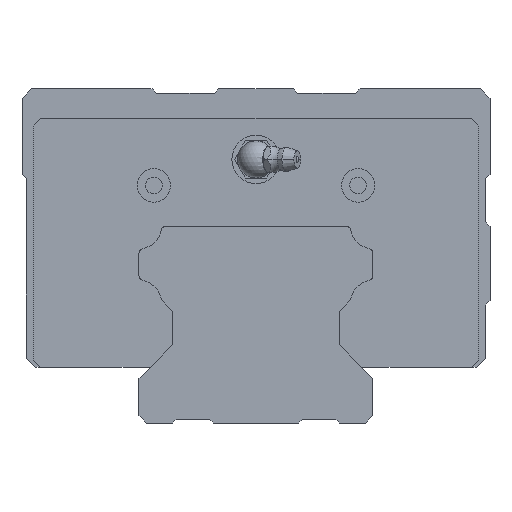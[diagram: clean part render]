
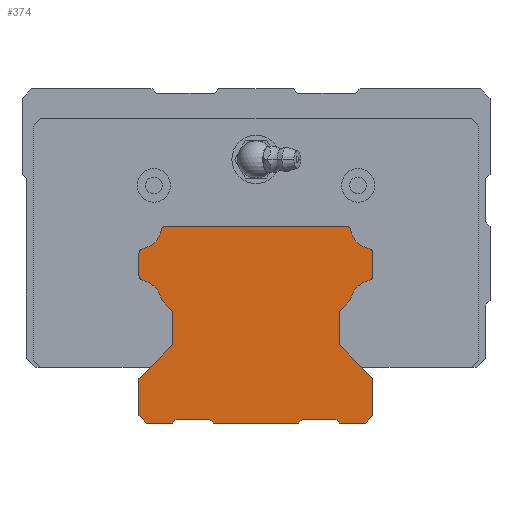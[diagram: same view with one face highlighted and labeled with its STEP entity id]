
A CAD part, front view. The second image highlights one B-rep face of the part: STEP entity #374.
In plain terms, the highlighted planar face has unit normal (0, -1, 0).
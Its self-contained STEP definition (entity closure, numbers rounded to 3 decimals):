
#374=ADVANCED_FACE('',(#821),#822,.F.);
#821=FACE_OUTER_BOUND('',#1346,.T.);
#822=PLANE('',#1347);
#1346=EDGE_LOOP('',(#3048,#3049,#3050,#3051,#3052,#3053,#3054,#3055,#3056,#3057,#3058,#3059,#3060,#3061,#3062,#3063,#3064,#3065,#3066,#3067,#3068,#3069,#3070,#3071,#3072,#3073,#3074,#3075,#3076,#3077,#3078,#3079));
#1347=AXIS2_PLACEMENT_3D('',#3080,#3081,#3082);
#3048=ORIENTED_EDGE('',*,*,#3627,.T.);
#3049=ORIENTED_EDGE('',*,*,#3672,.F.);
#3050=ORIENTED_EDGE('',*,*,#3633,.T.);
#3051=ORIENTED_EDGE('',*,*,#3712,.F.);
#3052=ORIENTED_EDGE('',*,*,#3668,.T.);
#3053=ORIENTED_EDGE('',*,*,#3709,.T.);
#3054=ORIENTED_EDGE('',*,*,#3713,.T.);
#3055=ORIENTED_EDGE('',*,*,#3706,.T.);
#3056=ORIENTED_EDGE('',*,*,#3714,.T.);
#3057=ORIENTED_EDGE('',*,*,#3693,.T.);
#3058=ORIENTED_EDGE('',*,*,#3715,.T.);
#3059=ORIENTED_EDGE('',*,*,#3660,.F.);
#3060=ORIENTED_EDGE('',*,*,#3637,.T.);
#3061=ORIENTED_EDGE('',*,*,#3663,.T.);
#3062=ORIENTED_EDGE('',*,*,#3647,.F.);
#3063=ORIENTED_EDGE('',*,*,#3654,.F.);
#3064=ORIENTED_EDGE('',*,*,#3695,.F.);
#3065=ORIENTED_EDGE('',*,*,#3675,.T.);
#3066=ORIENTED_EDGE('',*,*,#3697,.F.);
#3067=ORIENTED_EDGE('',*,*,#3704,.F.);
#3068=ORIENTED_EDGE('',*,*,#3716,.F.);
#3069=ORIENTED_EDGE('',*,*,#3710,.F.);
#3070=ORIENTED_EDGE('',*,*,#3699,.F.);
#3071=ORIENTED_EDGE('',*,*,#3702,.F.);
#3072=ORIENTED_EDGE('',*,*,#3615,.T.);
#3073=ORIENTED_EDGE('',*,*,#3609,.F.);
#3074=ORIENTED_EDGE('',*,*,#3613,.F.);
#3075=ORIENTED_EDGE('',*,*,#3717,.F.);
#3076=ORIENTED_EDGE('',*,*,#3641,.T.);
#3077=ORIENTED_EDGE('',*,*,#3658,.F.);
#3078=ORIENTED_EDGE('',*,*,#3619,.T.);
#3079=ORIENTED_EDGE('',*,*,#3656,.F.);
#3080=CARTESIAN_POINT('',(-31.668,-520.0,53.168));
#3081=DIRECTION('',(0.0,1.0,0.0));
#3082=DIRECTION('',(1.0,0.0,0.0));
#3609=EDGE_CURVE('',#4508,#4510,#4511,.T.);
#3613=EDGE_CURVE('',#4515,#4508,#4517,.T.);
#3615=EDGE_CURVE('',#4520,#4510,#4521,.T.);
#3619=EDGE_CURVE('',#4528,#4526,#4529,.T.);
#3627=EDGE_CURVE('',#4540,#4538,#4541,.T.);
#3633=EDGE_CURVE('',#4550,#4548,#4551,.T.);
#3637=EDGE_CURVE('',#4558,#4556,#4559,.T.);
#3641=EDGE_CURVE('',#4566,#4564,#4567,.T.);
#3647=EDGE_CURVE('',#4574,#4576,#4577,.T.);
#3654=EDGE_CURVE('',#4584,#4574,#4586,.T.);
#3656=EDGE_CURVE('',#4540,#4526,#4588,.T.);
#3658=EDGE_CURVE('',#4528,#4564,#4590,.T.);
#3660=EDGE_CURVE('',#4558,#4593,#4594,.T.);
#3663=EDGE_CURVE('',#4556,#4576,#4597,.T.);
#3668=EDGE_CURVE('',#4605,#4603,#4606,.T.);
#3672=EDGE_CURVE('',#4550,#4538,#4610,.T.);
#3675=EDGE_CURVE('',#4616,#4614,#4617,.T.);
#3693=EDGE_CURVE('',#4646,#4644,#4647,.T.);
#3695=EDGE_CURVE('',#4616,#4584,#4649,.T.);
#3697=EDGE_CURVE('',#4650,#4614,#4652,.T.);
#3699=EDGE_CURVE('',#4653,#4655,#4656,.T.);
#3702=EDGE_CURVE('',#4520,#4653,#4659,.T.);
#3704=EDGE_CURVE('',#4660,#4650,#4662,.T.);
#3706=EDGE_CURVE('',#4665,#4663,#4666,.T.);
#3709=EDGE_CURVE('',#4603,#4668,#4670,.T.);
#3710=EDGE_CURVE('',#4655,#4671,#4672,.T.);
#3712=EDGE_CURVE('',#4605,#4548,#4674,.T.);
#3713=EDGE_CURVE('',#4668,#4665,#4675,.T.);
#3714=EDGE_CURVE('',#4663,#4646,#4676,.T.);
#3715=EDGE_CURVE('',#4644,#4593,#4677,.T.);
#3716=EDGE_CURVE('',#4671,#4660,#4678,.T.);
#3717=EDGE_CURVE('',#4566,#4515,#4679,.T.);
#4508=VERTEX_POINT('',#5907);
#4510=VERTEX_POINT('',#5910);
#4511=CIRCLE('',#5911,1.3);
#4515=VERTEX_POINT('',#5917);
#4517=LINE('',#5920,#5921);
#4520=VERTEX_POINT('',#5924);
#4521=CIRCLE('',#5925,6.3);
#4526=VERTEX_POINT('',#5932);
#4528=VERTEX_POINT('',#5935);
#4529=LINE('',#5936,#5937);
#4538=VERTEX_POINT('',#5947);
#4540=VERTEX_POINT('',#5950);
#4541=CIRCLE('',#5951,6.3);
#4548=VERTEX_POINT('',#5960);
#4550=VERTEX_POINT('',#5963);
#4551=LINE('',#5964,#5965);
#4556=VERTEX_POINT('',#5972);
#4558=VERTEX_POINT('',#5975);
#4559=LINE('',#5976,#5977);
#4564=VERTEX_POINT('',#5983);
#4566=VERTEX_POINT('',#5986);
#4567=CIRCLE('',#5987,6.3);
#4574=VERTEX_POINT('',#5996);
#4576=VERTEX_POINT('',#5999);
#4577=LINE('',#6000,#6001);
#4584=VERTEX_POINT('',#6010);
#4586=LINE('',#6013,#6014);
#4588=CIRCLE('',#6016,1.3);
#4590=CIRCLE('',#6018,1.3);
#4593=VERTEX_POINT('',#6022);
#4594=LINE('',#6023,#6024);
#4597=LINE('',#6029,#6030);
#4603=VERTEX_POINT('',#6036);
#4605=VERTEX_POINT('',#6039);
#4606=CIRCLE('',#6040,6.3);
#4610=CIRCLE('',#6045,1.3);
#4614=VERTEX_POINT('',#6050);
#4616=VERTEX_POINT('',#6053);
#4617=LINE('',#6054,#6055);
#4644=VERTEX_POINT('',#6096);
#4646=VERTEX_POINT('',#6099);
#4647=LINE('',#6100,#6101);
#4649=LINE('',#6104,#6105);
#4650=VERTEX_POINT('',#6106);
#4652=LINE('',#6109,#6110);
#4653=VERTEX_POINT('',#6111);
#4655=VERTEX_POINT('',#6114);
#4656=LINE('',#6115,#6116);
#4659=LINE('',#6120,#6121);
#4660=VERTEX_POINT('',#6122);
#4662=LINE('',#6125,#6126);
#4663=VERTEX_POINT('',#6127);
#4665=VERTEX_POINT('',#6130);
#4666=LINE('',#6131,#6132);
#4668=VERTEX_POINT('',#6135);
#4670=LINE('',#6138,#6139);
#4671=VERTEX_POINT('',#6140);
#4672=LINE('',#6141,#6142);
#4674=CIRCLE('',#6145,1.3);
#4675=LINE('',#6146,#6147);
#4676=LINE('',#6148,#6149);
#4677=LINE('',#6150,#6151);
#4678=LINE('',#6152,#6153);
#4679=CIRCLE('',#6154,1.3);
#5907=CARTESIAN_POINT('',(31.5,-520.0,39.688));
#5910=CARTESIAN_POINT('',(30.451,-520.0,38.413));
#5911=AXIS2_PLACEMENT_3D('',#6951,#6952,#6953);
#5917=CARTESIAN_POINT('',(31.5,-520.0,45.712));
#5920=CARTESIAN_POINT('',(31.5,-520.0,53.168));
#5921=VECTOR('',#6957,1000.0);
#5924=CARTESIAN_POINT('',(25.44,-520.0,33.182));
#5925=AXIS2_PLACEMENT_3D('',#6961,#6962,#6963);
#5932=CARTESIAN_POINT('',(-24.212,-520.0,53.0));
#5935=CARTESIAN_POINT('',(24.212,-520.0,53.0));
#5936=CARTESIAN_POINT('',(-31.668,-520.0,53.0));
#5937=VECTOR('',#6967,1000.0);
#5947=CARTESIAN_POINT('',(-30.451,-520.0,46.987));
#5950=CARTESIAN_POINT('',(-25.487,-520.0,51.951));
#5951=AXIS2_PLACEMENT_3D('',#6985,#6986,#6987);
#5960=CARTESIAN_POINT('',(-31.5,-520.0,39.688));
#5963=CARTESIAN_POINT('',(-31.5,-520.0,45.712));
#5964=CARTESIAN_POINT('',(-31.5,-520.0,53.168));
#5965=VECTOR('',#6997,1000.0);
#5972=CARTESIAN_POINT('',(-12.5,-520.0,1.0));
#5975=CARTESIAN_POINT('',(-21.5,-520.0,1.0));
#5976=CARTESIAN_POINT('',(-21.5,-520.0,1.0));
#5977=VECTOR('',#7001,1000.0);
#5983=CARTESIAN_POINT('',(25.487,-520.0,51.951));
#5986=CARTESIAN_POINT('',(30.451,-520.0,46.987));
#5987=AXIS2_PLACEMENT_3D('',#7007,#7008,#7009);
#5996=CARTESIAN_POINT('',(11.5,-520.0,0.0));
#5999=CARTESIAN_POINT('',(-11.5,-520.0,0.));
#6000=CARTESIAN_POINT('',(11.5,-520.0,0.0));
#6001=VECTOR('',#7019,1000.0);
#6010=CARTESIAN_POINT('',(12.5,-520.0,1.0));
#6013=CARTESIAN_POINT('',(12.5,-520.0,1.0));
#6014=VECTOR('',#7032,1000.0);
#6016=AXIS2_PLACEMENT_3D('',#7036,#7037,#7038);
#6018=AXIS2_PLACEMENT_3D('',#7042,#7043,#7044);
#6022=CARTESIAN_POINT('',(-22.5,-520.0,0.0));
#6023=CARTESIAN_POINT('',(-21.5,-520.0,1.0));
#6024=VECTOR('',#7046,1000.0);
#6029=CARTESIAN_POINT('',(-12.5,-520.0,1.0));
#6030=VECTOR('',#7049,1000.0);
#6036=CARTESIAN_POINT('',(-25.44,-520.0,33.182));
#6039=CARTESIAN_POINT('',(-30.451,-520.0,38.413));
#6040=AXIS2_PLACEMENT_3D('',#7060,#7061,#7062);
#6045=AXIS2_PLACEMENT_3D('',#7070,#7071,#7072);
#6050=CARTESIAN_POINT('',(22.5,-520.0,0.0));
#6053=CARTESIAN_POINT('',(21.5,-520.0,1.0));
#6054=CARTESIAN_POINT('',(21.5,-520.0,1.0));
#6055=VECTOR('',#7075,1000.0);
#6096=CARTESIAN_POINT('',(-29.5,-520.0,0.));
#6099=CARTESIAN_POINT('',(-31.5,-520.0,2.0));
#6100=CARTESIAN_POINT('',(-31.5,-520.0,2.0));
#6101=VECTOR('',#7097,1000.0);
#6104=CARTESIAN_POINT('',(21.5,-520.0,1.0));
#6105=VECTOR('',#7099,1000.0);
#6106=CARTESIAN_POINT('',(29.5,-520.0,0.0));
#6109=CARTESIAN_POINT('',(29.5,-520.0,0.0));
#6110=VECTOR('',#7101,1000.0);
#6111=CARTESIAN_POINT('',(22.4,-520.0,30.141));
#6114=CARTESIAN_POINT('',(22.4,-520.0,21.1));
#6115=CARTESIAN_POINT('',(22.4,-520.0,30.141));
#6116=VECTOR('',#7103,1000.0);
#6120=CARTESIAN_POINT('',(25.323,-520.0,33.064));
#6121=VECTOR('',#7108,1000.0);
#6122=CARTESIAN_POINT('',(31.5,-520.0,2.0));
#6125=CARTESIAN_POINT('',(31.5,-520.0,2.0));
#6126=VECTOR('',#7110,1000.0);
#6127=CARTESIAN_POINT('',(-31.5,-520.0,12.0));
#6130=CARTESIAN_POINT('',(-22.4,-520.0,21.1));
#6131=CARTESIAN_POINT('',(-22.4,-520.0,21.1));
#6132=VECTOR('',#7112,1000.0);
#6135=CARTESIAN_POINT('',(-22.4,-520.0,30.141));
#6138=CARTESIAN_POINT('',(-25.323,-520.0,33.064));
#6139=VECTOR('',#7115,1000.0);
#6140=CARTESIAN_POINT('',(31.5,-520.0,12.0));
#6141=CARTESIAN_POINT('',(22.4,-520.0,21.1));
#6142=VECTOR('',#7116,1000.0);
#6145=AXIS2_PLACEMENT_3D('',#7118,#7119,#7120);
#6146=CARTESIAN_POINT('',(-22.4,-520.0,30.141));
#6147=VECTOR('',#7121,1000.0);
#6148=CARTESIAN_POINT('',(-31.5,-520.0,12.0));
#6149=VECTOR('',#7122,1000.0);
#6150=CARTESIAN_POINT('',(-29.5,-520.0,0.0));
#6151=VECTOR('',#7123,1000.0);
#6152=CARTESIAN_POINT('',(31.5,-520.0,12.0));
#6153=VECTOR('',#7124,1000.0);
#6154=AXIS2_PLACEMENT_3D('',#7125,#7126,#7127);
#6951=CARTESIAN_POINT('',(30.2,-520.0,39.688));
#6952=DIRECTION('',(0.0,1.0,0.0));
#6953=DIRECTION('',(0.0,0.0,1.0));
#6957=DIRECTION('',(0.0,0.0,-1.0));
#6961=CARTESIAN_POINT('',(31.668,-520.0,32.232));
#6962=DIRECTION('',(0.0,1.0,0.0));
#6963=DIRECTION('',(0.0,0.0,1.0));
#6967=DIRECTION('',(-1.0,0.0,0.0));
#6985=CARTESIAN_POINT('',(-31.668,-520.0,53.168));
#6986=DIRECTION('',(0.0,1.0,0.0));
#6987=DIRECTION('',(0.0,0.0,1.0));
#6997=DIRECTION('',(0.0,0.0,-1.0));
#7001=DIRECTION('',(1.0,0.0,0.0));
#7007=CARTESIAN_POINT('',(31.668,-520.0,53.168));
#7008=DIRECTION('',(0.0,1.0,0.0));
#7009=DIRECTION('',(0.0,0.0,1.0));
#7019=DIRECTION('',(-1.0,0.0,0.0));
#7032=DIRECTION('',(-0.707,0.0,-0.707));
#7036=CARTESIAN_POINT('',(-24.212,-520.0,51.7));
#7037=DIRECTION('',(0.0,1.0,0.0));
#7038=DIRECTION('',(0.0,0.0,1.0));
#7042=CARTESIAN_POINT('',(24.212,-520.0,51.7));
#7043=DIRECTION('',(0.0,1.0,0.0));
#7044=DIRECTION('',(0.0,0.0,1.0));
#7046=DIRECTION('',(-0.707,0.0,-0.707));
#7049=DIRECTION('',(0.707,0.0,-0.707));
#7060=CARTESIAN_POINT('',(-31.668,-520.0,32.232));
#7061=DIRECTION('',(0.0,1.0,0.0));
#7062=DIRECTION('',(0.0,0.0,1.0));
#7070=CARTESIAN_POINT('',(-30.2,-520.0,45.712));
#7071=DIRECTION('',(0.0,1.0,0.0));
#7072=DIRECTION('',(0.0,0.0,1.0));
#7075=DIRECTION('',(0.707,0.0,-0.707));
#7097=DIRECTION('',(0.707,0.0,-0.707));
#7099=DIRECTION('',(-1.0,0.0,0.0));
#7101=DIRECTION('',(-1.0,0.0,0.0));
#7103=DIRECTION('',(0.0,0.0,-1.0));
#7108=DIRECTION('',(-0.707,0.0,-0.707));
#7110=DIRECTION('',(-0.707,0.0,-0.707));
#7112=DIRECTION('',(-0.707,0.0,-0.707));
#7115=DIRECTION('',(0.707,0.0,-0.707));
#7116=DIRECTION('',(0.707,0.0,-0.707));
#7118=CARTESIAN_POINT('',(-30.2,-520.0,39.688));
#7119=DIRECTION('',(0.0,1.0,0.0));
#7120=DIRECTION('',(0.0,0.0,1.0));
#7121=DIRECTION('',(0.0,0.0,-1.0));
#7122=DIRECTION('',(0.0,0.0,-1.0));
#7123=DIRECTION('',(1.0,0.0,0.0));
#7124=DIRECTION('',(0.0,0.0,-1.0));
#7125=CARTESIAN_POINT('',(30.2,-520.0,45.712));
#7126=DIRECTION('',(0.0,1.0,0.0));
#7127=DIRECTION('',(0.0,0.0,1.0));
